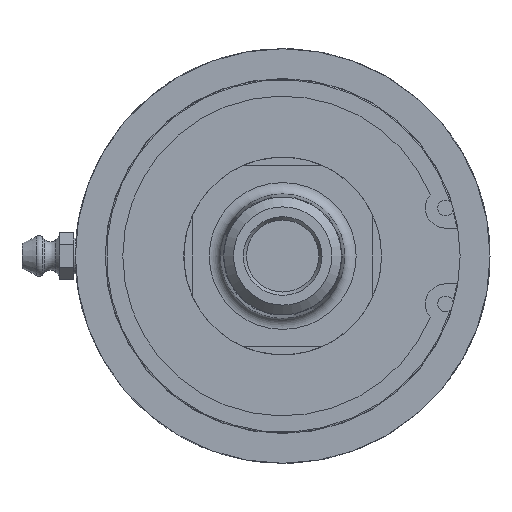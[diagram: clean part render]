
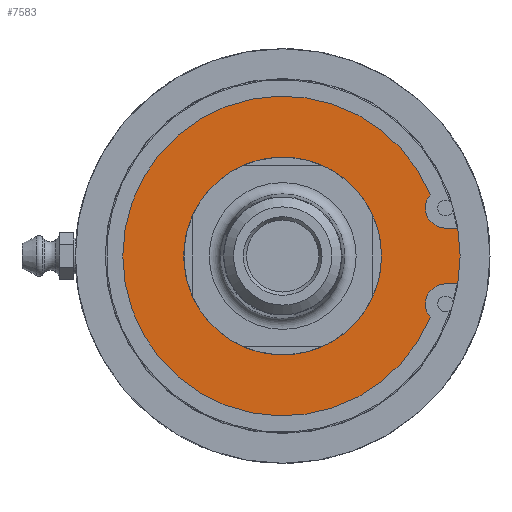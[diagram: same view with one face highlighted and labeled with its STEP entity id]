
A CAD part, left-side view. The second image highlights one B-rep face of the part: STEP entity #7583.
In plain terms, the highlighted planar face has unit normal (-1, 0, 0).
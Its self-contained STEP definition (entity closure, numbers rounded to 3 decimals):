
#77=FACE_BOUND('',#2598,.T.);
#679=LINE('',#54929,#1085);
#684=LINE('',#54941,#1090);
#1085=VECTOR('',#9381,10.);
#1090=VECTOR('',#9390,10.);
#2128=FACE_OUTER_BOUND('',#2597,.T.);
#2597=EDGE_LOOP('',(#6671,#6672,#6673,#6674,#6675,#6676));
#2598=EDGE_LOOP('',(#6677,#6678));
#2881=CIRCLE('',#8080,3.556);
#2883=CIRCLE('',#8083,28.142);
#2885=CIRCLE('',#8086,3.556);
#2892=CIRCLE('',#8098,33.45);
#2893=CIRCLE('',#8101,17.4);
#2894=CIRCLE('',#8102,17.4);
#3596=VERTEX_POINT('',#54926);
#3597=VERTEX_POINT('',#54928);
#3601=VERTEX_POINT('',#54938);
#3602=VERTEX_POINT('',#54940);
#3603=VERTEX_POINT('',#54944);
#3605=VERTEX_POINT('',#54950);
#3608=VERTEX_POINT('',#54972);
#3609=VERTEX_POINT('',#54973);
#4639=EDGE_CURVE('',#3597,#3596,#679,.T.);
#4645=EDGE_CURVE('',#3602,#3601,#684,.T.);
#4647=EDGE_CURVE('',#3601,#3603,#2881,.T.);
#4650=EDGE_CURVE('',#3603,#3605,#2883,.T.);
#4653=EDGE_CURVE('',#3605,#3597,#2885,.T.);
#4660=EDGE_CURVE('',#3596,#3602,#2892,.T.);
#4661=EDGE_CURVE('',#3608,#3609,#2893,.T.);
#4662=EDGE_CURVE('',#3609,#3608,#2894,.T.);
#6671=ORIENTED_EDGE('',*,*,#4645,.T.);
#6672=ORIENTED_EDGE('',*,*,#4647,.T.);
#6673=ORIENTED_EDGE('',*,*,#4650,.T.);
#6674=ORIENTED_EDGE('',*,*,#4653,.T.);
#6675=ORIENTED_EDGE('',*,*,#4639,.T.);
#6676=ORIENTED_EDGE('',*,*,#4660,.T.);
#6677=ORIENTED_EDGE('',*,*,#4661,.T.);
#6678=ORIENTED_EDGE('',*,*,#4662,.T.);
#7219=PLANE('',#8100);
#7583=ADVANCED_FACE('',(#2128,#77),#7219,.F.);
#8080=AXIS2_PLACEMENT_3D('',#54945,#9394,#9395);
#8083=AXIS2_PLACEMENT_3D('',#54951,#9401,#9402);
#8086=AXIS2_PLACEMENT_3D('',#54956,#9408,#9409);
#8098=AXIS2_PLACEMENT_3D('',#54969,#9432,#9433);
#8100=AXIS2_PLACEMENT_3D('',#54971,#9436,#9437);
#8101=AXIS2_PLACEMENT_3D('',#54974,#9438,#9439);
#8102=AXIS2_PLACEMENT_3D('',#54975,#9440,#9441);
#9381=DIRECTION('',(0.,-1.,0.));
#9390=DIRECTION('',(0.,1.,0.));
#9394=DIRECTION('center_axis',(1.,0.,0.));
#9395=DIRECTION('ref_axis',(0.,0.754,0.657));
#9401=DIRECTION('center_axis',(-1.,0.,0.));
#9402=DIRECTION('ref_axis',(0.,0.924,-0.384));
#9408=DIRECTION('center_axis',(1.,0.,0.));
#9409=DIRECTION('ref_axis',(0.,0.,1.));
#9432=DIRECTION('center_axis',(-1.,0.,0.));
#9433=DIRECTION('ref_axis',(0.,1.,0.));
#9436=DIRECTION('center_axis',(1.,0.,0.));
#9437=DIRECTION('ref_axis',(0.,0.,-1.));
#9438=DIRECTION('center_axis',(1.,0.,0.));
#9439=DIRECTION('ref_axis',(0.,1.,0.));
#9440=DIRECTION('center_axis',(1.,0.,0.));
#9441=DIRECTION('ref_axis',(0.,1.,0.));
#54926=CARTESIAN_POINT('',(4.775,-33.089,-4.902));
#54928=CARTESIAN_POINT('',(4.775,-28.672,-4.902));
#54929=CARTESIAN_POINT('',(4.775,-4.407,-4.902));
#54938=CARTESIAN_POINT('',(4.775,-28.672,4.902));
#54940=CARTESIAN_POINT('',(4.775,-33.089,4.902));
#54941=CARTESIAN_POINT('',(4.775,-2.199,4.902));
#54944=CARTESIAN_POINT('',(4.775,-25.99,10.793));
#54945=CARTESIAN_POINT('Origin',(4.775,-28.672,8.458));
#54950=CARTESIAN_POINT('',(4.775,-25.99,-10.793));
#54951=CARTESIAN_POINT('Origin',(4.775,0.,0.));
#54956=CARTESIAN_POINT('Origin',(4.775,-28.672,-8.458));
#54969=CARTESIAN_POINT('Origin',(4.775,0.,0.));
#54971=CARTESIAN_POINT('Origin',(4.775,24.275,0.));
#54972=CARTESIAN_POINT('',(4.775,17.4,0.));
#54973=CARTESIAN_POINT('',(4.775,-17.4,0.));
#54974=CARTESIAN_POINT('Origin',(4.775,0.,0.));
#54975=CARTESIAN_POINT('Origin',(4.775,0.,0.));
